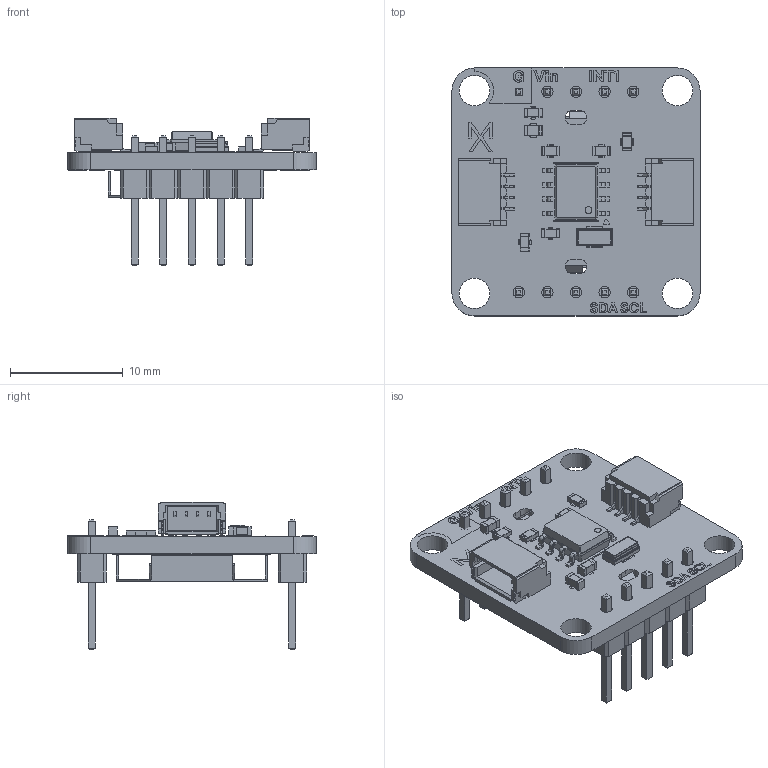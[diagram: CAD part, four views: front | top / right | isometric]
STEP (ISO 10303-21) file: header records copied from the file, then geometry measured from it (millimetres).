
FILE_DESCRIPTION(('KiCad electronic assembly'),'2;1');
FILE_NAME('AX22-0051.step','2025-12-04T21:10:54',('Pcbnew'),('Kicad'), 'Open CASCADE STEP processor 7.8','KiCad to STEP converter','Unknown' );
FILE_SCHEMA(('AUTOMOTIVE_DESIGN { 1 0 10303 214 1 1 1 1 }'));
Length unit declared in the file: millimetre
Products named in the file (10): AX22-0051 1; C_0603_1608Metric; PinHeader_1x05_P2.54mm_Vertical; R_0603_1608Metric; SM04B-SRSS-TB(LF)(SN)--3DModel-STEP-269445; SOIC-8_3.9x4.9mm_P1.27mm; Crystal_SMD_3215-2Pin_3.2x1.5mm; BatteryHolder_Keystone_3001_1x12mm; AX22_RTC-PCF8523_silkscreen; AX22_RTC-PCF8523_PCB
Assembly tree (16 placements, depth 2):
  AX22-0051 1
    C_0603_1608Metric  x3
    PinHeader_1x05_P2.54mm_Vertical  x2
    R_0603_1608Metric  x4
    SM04B-SRSS-TB(LF)(SN)--3DModel-STEP-269445  x2
    SOIC-8_3.9x4.9mm_P1.27mm
    Crystal_SMD_3215-2Pin_3.2x1.5mm
    BatteryHolder_Keystone_3001_1x12mm
    AX22_RTC-PCF8523_silkscreen
    AX22_RTC-PCF8523_PCB
Bounding box: 22 x 22 x 13.11 mm (x, y, z)
Volume: 1025.8 mm3; surface area: 2602 mm2
Topology: 28 solids, 103 shells, 1405 faces, 5239 edges, 3986 vertices
Faces by surface type: plane 1065, cylinder 272, torus 36, bspline 32
Full cylindrical faces by diameter (mm): 0.6 x1, 1 x10, 2.7 x4
Entity records: 46146 total; most frequent: CARTESIAN_POINT 8314, DIRECTION 6410, ORIENTED_EDGE 6156, EDGE_CURVE 3951, LINE 3218, VECTOR 3218, VERTEX_POINT 3148, AXIS2_PLACEMENT_3D 1596
